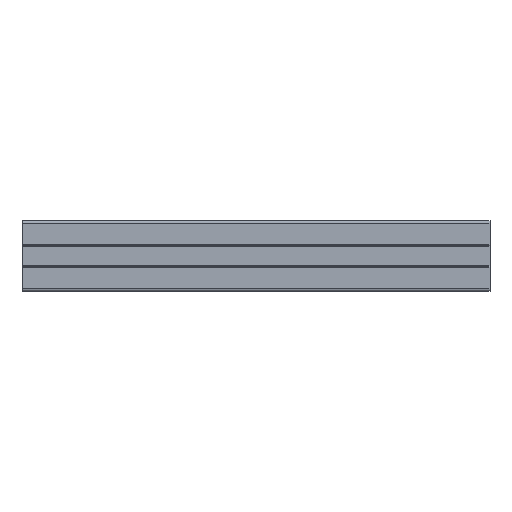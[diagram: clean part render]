
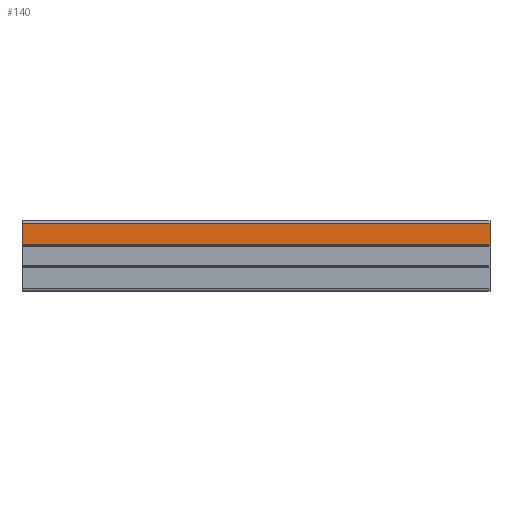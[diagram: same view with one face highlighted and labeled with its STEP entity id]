
A CAD part, left-side view. The second image highlights one B-rep face of the part: STEP entity #140.
In plain terms, the highlighted planar face has unit normal (-1, 0, 0).
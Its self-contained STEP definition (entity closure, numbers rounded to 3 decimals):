
#78 = ORIENTED_EDGE ( 'NONE', *, *, #542, .T. ) ;
#87 = DIRECTION ( 'NONE',  ( -1., 0., 0. ) ) ;
#140 = ADVANCED_FACE ( 'NONE', ( #1155 ), #912, .T. ) ;
#317 = CARTESIAN_POINT ( 'NONE',  ( -7.6, 0., 14.1 ) ) ;
#383 = CARTESIAN_POINT ( 'NONE',  ( -7.6, 0., 4.8 ) ) ;
#542 = EDGE_CURVE ( 'NONE', #3155, #1536, #1482, .T. ) ;
#724 = EDGE_CURVE ( 'NONE', #3391, #3155, #933, .T. ) ;
#770 = CARTESIAN_POINT ( 'NONE',  ( -7.6, 200., 4.8 ) ) ;
#912 = PLANE ( 'NONE',  #1152 ) ;
#933 = LINE ( 'NONE', #3310, #1309 ) ;
#969 = CARTESIAN_POINT ( 'NONE',  ( -7.6, 200., 0. ) ) ;
#1139 = VECTOR ( 'NONE', #2716, 1000. ) ;
#1152 = AXIS2_PLACEMENT_3D ( 'NONE', #2230, #87, #2535 ) ;
#1155 = FACE_OUTER_BOUND ( 'NONE', #2706, .T. ) ;
#1309 = VECTOR ( 'NONE', #1455, 1000. ) ;
#1455 = DIRECTION ( 'NONE',  ( 0., -1., 0. ) ) ;
#1482 = LINE ( 'NONE', #2430, #1139 ) ;
#1536 = VERTEX_POINT ( 'NONE', #2952 ) ;
#1787 = DIRECTION ( 'NONE',  ( 0., 0., 1. ) ) ;
#1992 = LINE ( 'NONE', #317, #2493 ) ;
#2050 = EDGE_CURVE ( 'NONE', #1536, #2158, #1992, .T. ) ;
#2158 = VERTEX_POINT ( 'NONE', #3317 ) ;
#2230 = CARTESIAN_POINT ( 'NONE',  ( -7.6, 0., 4.8 ) ) ;
#2386 = LINE ( 'NONE', #969, #2611 ) ;
#2430 = CARTESIAN_POINT ( 'NONE',  ( -7.6, 0., 0. ) ) ;
#2493 = VECTOR ( 'NONE', #3029, 1000. ) ;
#2535 = DIRECTION ( 'NONE',  ( 0., 0., 1. ) ) ;
#2611 = VECTOR ( 'NONE', #1787, 1000. ) ;
#2657 = ORIENTED_EDGE ( 'NONE', *, *, #724, .T. ) ;
#2706 = EDGE_LOOP ( 'NONE', ( #78, #3097, #3014, #2657 ) ) ;
#2716 = DIRECTION ( 'NONE',  ( 0., 0., 1. ) ) ;
#2952 = CARTESIAN_POINT ( 'NONE',  ( -7.6, 0., 14.1 ) ) ;
#3014 = ORIENTED_EDGE ( 'NONE', *, *, #3309, .F. ) ;
#3029 = DIRECTION ( 'NONE',  ( 0., 1., 0. ) ) ;
#3097 = ORIENTED_EDGE ( 'NONE', *, *, #2050, .T. ) ;
#3155 = VERTEX_POINT ( 'NONE', #383 ) ;
#3309 = EDGE_CURVE ( 'NONE', #3391, #2158, #2386, .T. ) ;
#3310 = CARTESIAN_POINT ( 'NONE',  ( -7.6, 0., 4.8 ) ) ;
#3317 = CARTESIAN_POINT ( 'NONE',  ( -7.6, 200., 14.1 ) ) ;
#3391 = VERTEX_POINT ( 'NONE', #770 ) ;
